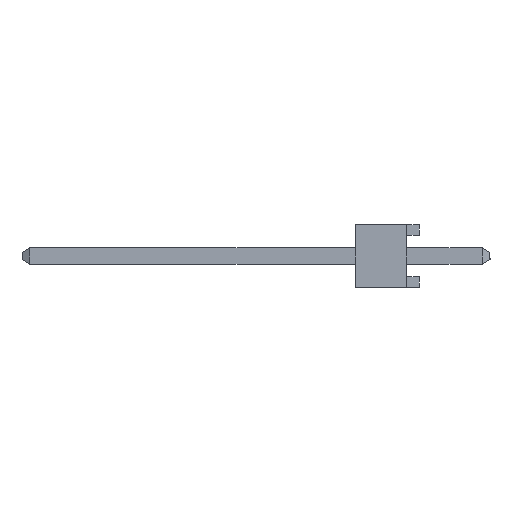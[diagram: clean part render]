
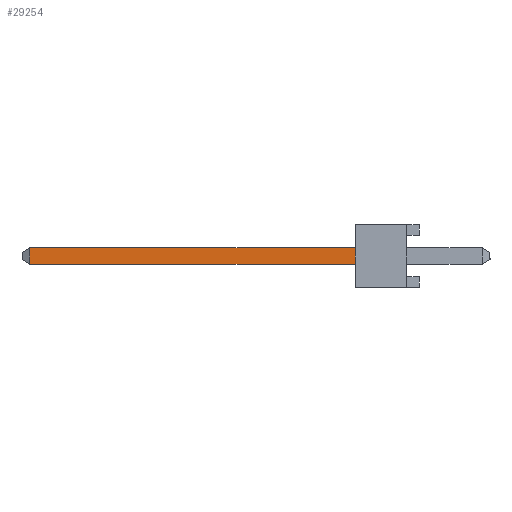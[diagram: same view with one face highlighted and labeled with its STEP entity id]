
A CAD part, left-side view. The second image highlights one B-rep face of the part: STEP entity #29254.
In plain terms, the highlighted planar face has unit normal (-1, 0, 0).
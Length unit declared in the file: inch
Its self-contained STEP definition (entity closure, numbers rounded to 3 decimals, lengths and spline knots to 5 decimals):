
#7640=ORIENTED_EDGE('',*,*,#12119,.F.);
#7641=ORIENTED_EDGE('',*,*,#11887,.T.);
#7642=ORIENTED_EDGE('',*,*,#12122,.F.);
#7643=ORIENTED_EDGE('',*,*,#11818,.F.);
#11818=EDGE_CURVE('',#14474,#14475,#18378,.T.);
#11887=EDGE_CURVE('',#14541,#14543,#18447,.T.);
#12119=EDGE_CURVE('',#14541,#14474,#18679,.T.);
#12122=EDGE_CURVE('',#14475,#14543,#18682,.T.);
#14474=VERTEX_POINT('',#45522);
#14475=VERTEX_POINT('',#45524);
#14541=VERTEX_POINT('',#45673);
#14543=VERTEX_POINT('',#45677);
#18378=LINE('',#45523,#22418);
#18447=LINE('',#45678,#22487);
#18679=LINE('',#46109,#22719);
#18682=LINE('',#46113,#22722);
#22418=VECTOR('',#37445,39.37008);
#22487=VECTOR('',#37548,39.37008);
#22719=VECTOR('',#37914,39.37008);
#22722=VECTOR('',#37919,39.37008);
#24361=EDGE_LOOP('',(#7640,#7641,#7642,#7643));
#26085=FACE_BOUND('',#24361,.T.);
#27694=PLANE('',#30854);
#29254=ADVANCED_FACE('',(#26085),#27694,.F.);
#30854=AXIS2_PLACEMENT_3D('',#46112,#37917,#37918);
#37445=DIRECTION('',(0.,-1.,0.));
#37548=DIRECTION('',(0.,-1.,0.));
#37914=DIRECTION('',(0.,0.,1.));
#37917=DIRECTION('',(1.,0.,0.));
#37918=DIRECTION('',(0.,0.,-1.));
#37919=DIRECTION('',(0.,0.,-1.));
#45522=CARTESIAN_POINT('',(-1.6125,0.718,0.0125));
#45523=CARTESIAN_POINT('',(-1.6125,0.73,0.0125));
#45524=CARTESIAN_POINT('',(-1.6125,0.165,0.0125));
#45673=CARTESIAN_POINT('',(-1.6125,0.718,-0.0125));
#45677=CARTESIAN_POINT('',(-1.6125,0.165,-0.0125));
#45678=CARTESIAN_POINT('',(-1.6125,0.73,-0.0125));
#46109=CARTESIAN_POINT('',(-1.6125,0.718,0.0125));
#46112=CARTESIAN_POINT('',(-1.6125,0.73,0.0125));
#46113=CARTESIAN_POINT('',(-1.6125,0.165,0.0125));
